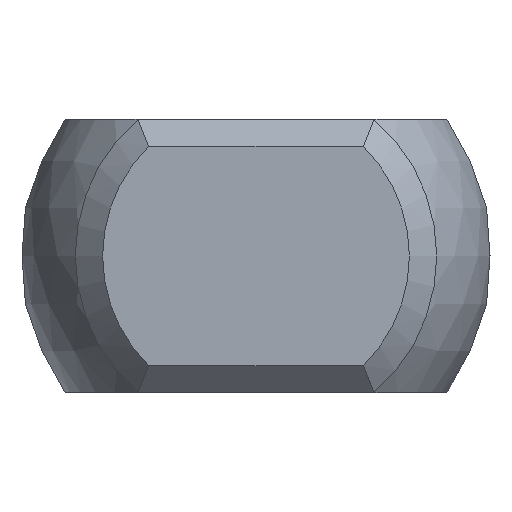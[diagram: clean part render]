
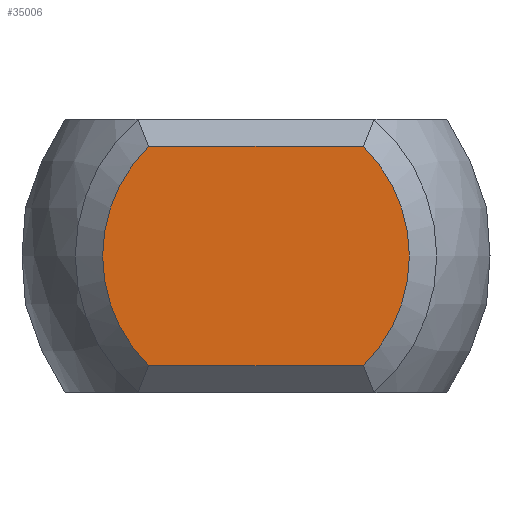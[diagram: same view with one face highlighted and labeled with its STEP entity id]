
A CAD part, left-side view. The second image highlights one B-rep face of the part: STEP entity #35006.
In plain terms, the highlighted planar face has unit normal (-1, 0, 0).
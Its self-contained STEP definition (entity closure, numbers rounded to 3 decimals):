
#33618 = PLANE('',#33619);
#33619 = AXIS2_PLACEMENT_3D('',#33620,#33621,#33622);
#33620 = CARTESIAN_POINT('',(-12.25,3.125,2.25));
#33621 = DIRECTION('',(-0.707,0.,0.707));
#33622 = DIRECTION('',(0.707,0.,0.707));
#34639 = EDGE_CURVE('',#34640,#34642,#34644,.T.);
#34640 = VERTEX_POINT('',#34641);
#34641 = CARTESIAN_POINT('',(-12.5,-1.96,-2.));
#34642 = VERTEX_POINT('',#34643);
#34643 = CARTESIAN_POINT('',(-12.5,1.96,-2.));
#34644 = SURFACE_CURVE('',#34645,(#34649,#34661),.PCURVE_S1.);
#34645 = LINE('',#34646,#34647);
#34646 = CARTESIAN_POINT('',(-12.5,-3.125,-2.));
#34647 = VECTOR('',#34648,1.);
#34648 = DIRECTION('',(0.,1.,0.));
#34649 = PCURVE('',#34650,#34655);
#34650 = PLANE('',#34651);
#34651 = AXIS2_PLACEMENT_3D('',#34652,#34653,#34654);
#34652 = CARTESIAN_POINT('',(-12.25,-3.125,-2.25));
#34653 = DIRECTION('',(-0.707,0.,
    -0.707));
#34654 = DIRECTION('',(-0.707,0.,0.707));
#34655 = DEFINITIONAL_REPRESENTATION('',(#34656),#34660);
#34656 = LINE('',#34657,#34658);
#34657 = CARTESIAN_POINT('',(0.354,0.));
#34658 = VECTOR('',#34659,1.);
#34659 = DIRECTION('',(0.,1.));
#34660 = ( GEOMETRIC_REPRESENTATION_CONTEXT(2) 
PARAMETRIC_REPRESENTATION_CONTEXT() REPRESENTATION_CONTEXT('2D SPACE',''
  ) );
#34661 = PCURVE('',#34662,#34667);
#34662 = PLANE('',#34663);
#34663 = AXIS2_PLACEMENT_3D('',#34664,#34665,#34666);
#34664 = CARTESIAN_POINT('',(-12.5,0.,0.));
#34665 = DIRECTION('',(1.,0.,0.));
#34666 = DIRECTION('',(0.,0.,-1.));
#34667 = DEFINITIONAL_REPRESENTATION('',(#34668),#34672);
#34668 = LINE('',#34669,#34670);
#34669 = CARTESIAN_POINT('',(2.,-3.125));
#34670 = VECTOR('',#34671,1.);
#34671 = DIRECTION('',(0.,1.));
#34672 = ( GEOMETRIC_REPRESENTATION_CONTEXT(2) 
PARAMETRIC_REPRESENTATION_CONTEXT() REPRESENTATION_CONTEXT('2D SPACE',''
  ) );
#34692 = CONICAL_SURFACE('',#34693,3.05,0.785);
#34693 = AXIS2_PLACEMENT_3D('',#34694,#34695,#34696);
#34694 = CARTESIAN_POINT('',(-12.25,0.,0.));
#34695 = DIRECTION('',(1.,0.,0.));
#34696 = DIRECTION('',(-0.,1.,0.));
#34742 = CONICAL_SURFACE('',#34743,3.05,0.785);
#34743 = AXIS2_PLACEMENT_3D('',#34744,#34745,#34746);
#34744 = CARTESIAN_POINT('',(-12.25,0.,0.));
#34745 = DIRECTION('',(1.,0.,0.));
#34746 = DIRECTION('',(0.,-1.,0.));
#34756 = EDGE_CURVE('',#34757,#34759,#34761,.T.);
#34757 = VERTEX_POINT('',#34758);
#34758 = CARTESIAN_POINT('',(-12.5,1.96,2.));
#34759 = VERTEX_POINT('',#34760);
#34760 = CARTESIAN_POINT('',(-12.5,-1.96,2.));
#34761 = SURFACE_CURVE('',#34762,(#34766,#34773),.PCURVE_S1.);
#34762 = LINE('',#34763,#34764);
#34763 = CARTESIAN_POINT('',(-12.5,3.125,2.));
#34764 = VECTOR('',#34765,1.);
#34765 = DIRECTION('',(0.,-1.,0.));
#34766 = PCURVE('',#33618,#34767);
#34767 = DEFINITIONAL_REPRESENTATION('',(#34768),#34772);
#34768 = LINE('',#34769,#34770);
#34769 = CARTESIAN_POINT('',(-0.354,0.));
#34770 = VECTOR('',#34771,1.);
#34771 = DIRECTION('',(0.,-1.));
#34772 = ( GEOMETRIC_REPRESENTATION_CONTEXT(2) 
PARAMETRIC_REPRESENTATION_CONTEXT() REPRESENTATION_CONTEXT('2D SPACE',''
  ) );
#34773 = PCURVE('',#34662,#34774);
#34774 = DEFINITIONAL_REPRESENTATION('',(#34775),#34779);
#34775 = LINE('',#34776,#34777);
#34776 = CARTESIAN_POINT('',(-2.,3.125));
#34777 = VECTOR('',#34778,1.);
#34778 = DIRECTION('',(0.,-1.));
#34779 = ( GEOMETRIC_REPRESENTATION_CONTEXT(2) 
PARAMETRIC_REPRESENTATION_CONTEXT() REPRESENTATION_CONTEXT('2D SPACE',''
  ) );
#34852 = EDGE_CURVE('',#34759,#34640,#34853,.T.);
#34853 = SURFACE_CURVE('',#34854,(#34859,#34866),.PCURVE_S1.);
#34854 = CIRCLE('',#34855,2.8);
#34855 = AXIS2_PLACEMENT_3D('',#34856,#34857,#34858);
#34856 = CARTESIAN_POINT('',(-12.5,0.,0.));
#34857 = DIRECTION('',(1.,0.,0.));
#34858 = DIRECTION('',(0.,-1.,0.));
#34859 = PCURVE('',#34742,#34860);
#34860 = DEFINITIONAL_REPRESENTATION('',(#34861),#34865);
#34861 = LINE('',#34862,#34863);
#34862 = CARTESIAN_POINT('',(-6.283,-0.25));
#34863 = VECTOR('',#34864,1.);
#34864 = DIRECTION('',(1.,0.));
#34865 = ( GEOMETRIC_REPRESENTATION_CONTEXT(2) 
PARAMETRIC_REPRESENTATION_CONTEXT() REPRESENTATION_CONTEXT('2D SPACE',''
  ) );
#34866 = PCURVE('',#34662,#34867);
#34867 = DEFINITIONAL_REPRESENTATION('',(#34868),#34872);
#34868 = CIRCLE('',#34869,2.8);
#34869 = AXIS2_PLACEMENT_2D('',#34870,#34871);
#34870 = CARTESIAN_POINT('',(0.,0.));
#34871 = DIRECTION('',(0.,-1.));
#34872 = ( GEOMETRIC_REPRESENTATION_CONTEXT(2) 
PARAMETRIC_REPRESENTATION_CONTEXT() REPRESENTATION_CONTEXT('2D SPACE',''
  ) );
#34878 = EDGE_CURVE('',#34642,#34757,#34879,.T.);
#34879 = SURFACE_CURVE('',#34880,(#34885,#34892),.PCURVE_S1.);
#34880 = CIRCLE('',#34881,2.8);
#34881 = AXIS2_PLACEMENT_3D('',#34882,#34883,#34884);
#34882 = CARTESIAN_POINT('',(-12.5,0.,0.));
#34883 = DIRECTION('',(1.,0.,0.));
#34884 = DIRECTION('',(-0.,1.,0.));
#34885 = PCURVE('',#34692,#34886);
#34886 = DEFINITIONAL_REPRESENTATION('',(#34887),#34891);
#34887 = LINE('',#34888,#34889);
#34888 = CARTESIAN_POINT('',(0.,-0.25));
#34889 = VECTOR('',#34890,1.);
#34890 = DIRECTION('',(1.,0.));
#34891 = ( GEOMETRIC_REPRESENTATION_CONTEXT(2) 
PARAMETRIC_REPRESENTATION_CONTEXT() REPRESENTATION_CONTEXT('2D SPACE',''
  ) );
#34892 = PCURVE('',#34662,#34893);
#34893 = DEFINITIONAL_REPRESENTATION('',(#34894),#34898);
#34894 = CIRCLE('',#34895,2.8);
#34895 = AXIS2_PLACEMENT_2D('',#34896,#34897);
#34896 = CARTESIAN_POINT('',(0.,0.));
#34897 = DIRECTION('',(0.,1.));
#34898 = ( GEOMETRIC_REPRESENTATION_CONTEXT(2) 
PARAMETRIC_REPRESENTATION_CONTEXT() REPRESENTATION_CONTEXT('2D SPACE',''
  ) );
#35006 = ADVANCED_FACE('',(#35007),#34662,.F.);
#35007 = FACE_BOUND('',#35008,.T.);
#35008 = EDGE_LOOP('',(#35009,#35010,#35011,#35012));
#35009 = ORIENTED_EDGE('',*,*,#34756,.F.);
#35010 = ORIENTED_EDGE('',*,*,#34878,.F.);
#35011 = ORIENTED_EDGE('',*,*,#34639,.F.);
#35012 = ORIENTED_EDGE('',*,*,#34852,.F.);
